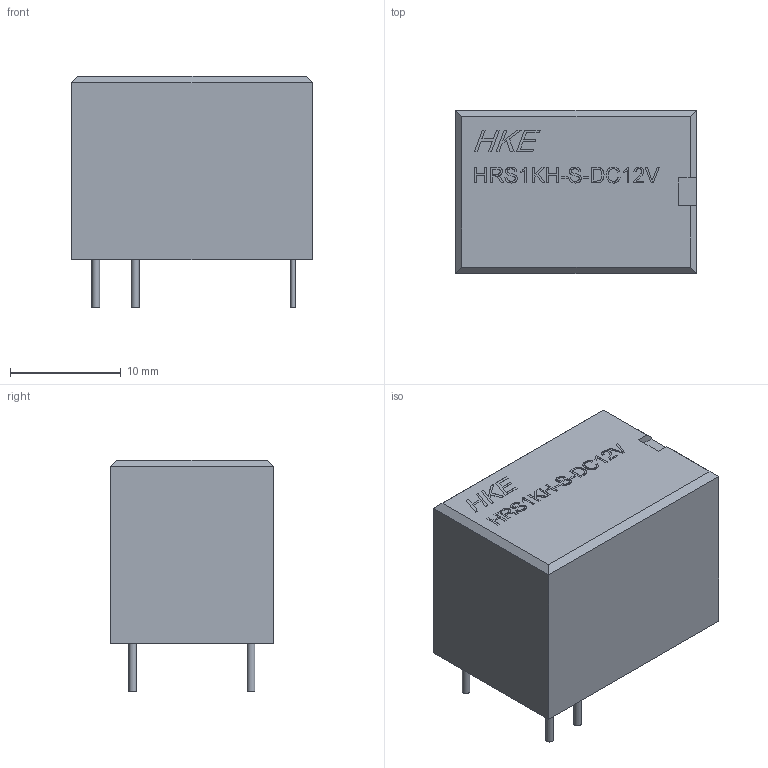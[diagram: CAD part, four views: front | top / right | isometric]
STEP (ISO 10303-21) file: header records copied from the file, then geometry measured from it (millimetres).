
FILE_DESCRIPTION(('FreeCAD Model'),'2;1');
FILE_NAME('Open CASCADE Shape Model','2025-04-26T07:54:49',('FreeCAD'),( 'FreeCAD'),'Open CASCADE STEP processor 7.6','FreeCAD','Unknown');
FILE_SCHEMA(('AUTOMOTIVE_DESIGN { 1 0 10303 214 1 1 1 1 }'));
Length unit declared in the file: millimetre
Products named in the file (1): Open CASCADE STEP translator 7.6 1
Bounding box: 21.72 x 14.71 x 20.89 mm (x, y, z)
Volume: 5276.4 mm3; surface area: 1892.6 mm2
Topology: 23 solids, 23 shells, 334 faces, 860 edges, 572 vertices
Faces by surface type: bspline 334
Entity records: 9715 total; most frequent: CARTESIAN_POINT 4313, ORIENTED_EDGE 1720, EDGE_CURVE 860, B_SPLINE_CURVE_WITH_KNOTS 850, VERTEX_POINT 572, FACE_BOUND 338, EDGE_LOOP 338, ADVANCED_FACE 334
